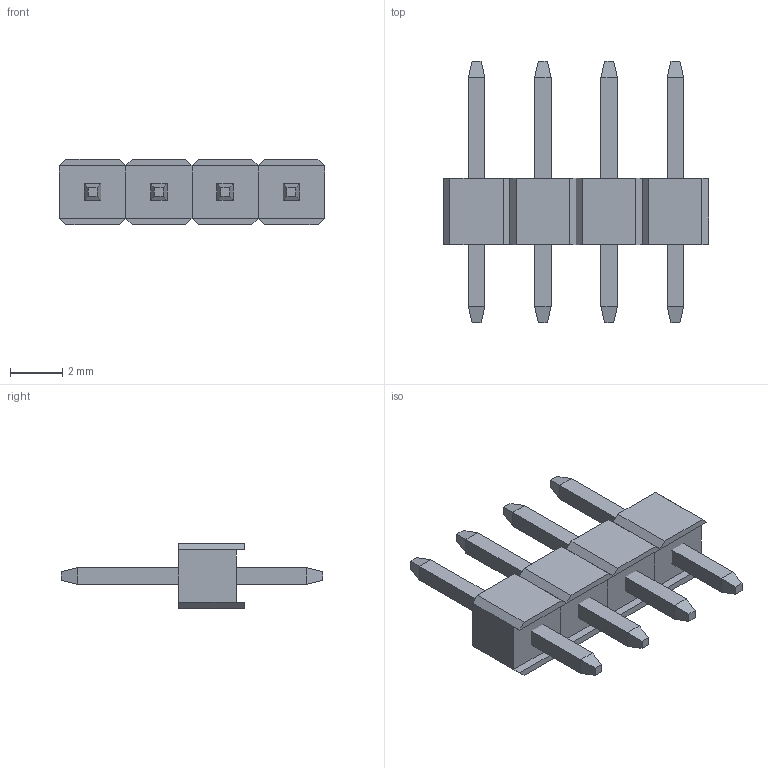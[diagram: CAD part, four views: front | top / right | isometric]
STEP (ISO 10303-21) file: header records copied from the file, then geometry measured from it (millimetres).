
FILE_DESCRIPTION (( 'STEP AP203' ), '1' );
FILE_NAME ('BG030-04-X-0450-0300-X-X_revG.STEP', '2014-08-14T08:09:55', ( '' ), ( '' ), 'SwSTEP 2.0', 'SolidWorks 2010', '' );
FILE_SCHEMA (( 'CONFIG_CONTROL_DESIGN' ));
Length unit declared in the file: millimetre
Products named in the file (4): BG030-4way-Insulator; BG030-Contact-10.04mmPost; BG030-Single-Insulator; BG030-04-X-0450-0300-X-X_revG
Assembly tree (9 placements, depth 3):
  BG030-04-X-0450-0300-X-X_revG
    BG030-Contact-10.04mmPost  x4
    BG030-4way-Insulator
      BG030-Single-Insulator  x4
Bounding box: 10.16 x 10.04 x 2.5 mm (x, y, z)
Volume: 72.4 mm3; surface area: 248.6 mm2
Topology: 8 solids, 8 shells, 112 faces, 244 edges, 148 vertices
Faces by surface type: plane 112
Entity records: 1347 total; most frequent: DIRECTION 143, CARTESIAN_POINT 139, ORIENTED_EDGE 122, LINE 61, VECTOR 61, EDGE_CURVE 61, PERSON_AND_ORGANIZATION 41, AXIS2_PLACEMENT_3D 41
